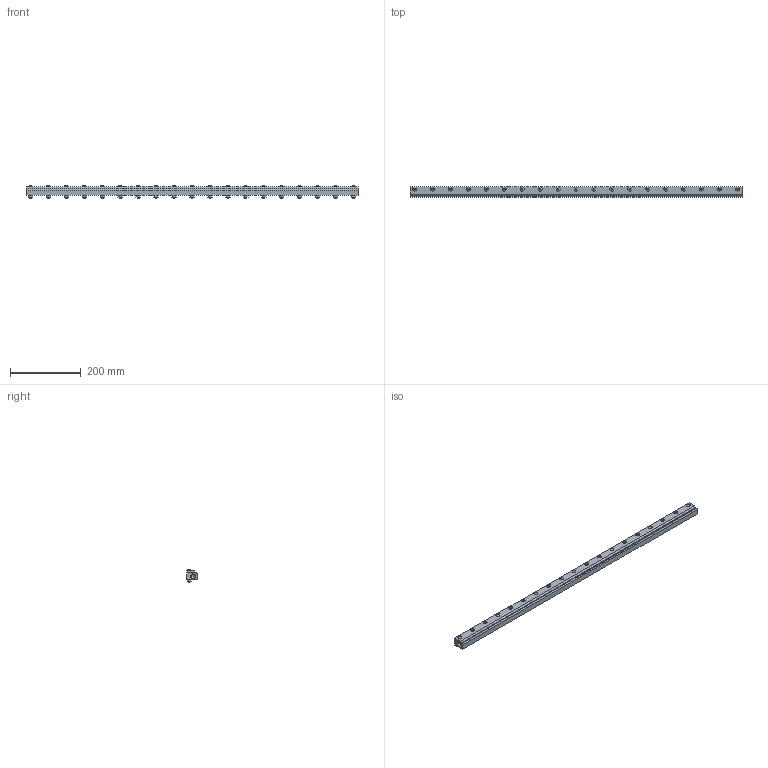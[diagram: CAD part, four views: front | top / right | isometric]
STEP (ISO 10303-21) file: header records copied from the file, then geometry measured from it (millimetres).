
FILE_DESCRIPTION((''),'2;1');
FILE_NAME('2036SS.stp','2010-04-29T11:27:04',('michael witt'),(''),'Autodesk Inventor 2010','Autodesk Inventor 2010','');
FILE_SCHEMA(('AUTOMOTIVE_DESIGN { 1 0 10303 214 1 1 1 1 }'));
Length unit declared in the file: inch
Products named in the file (41): Assembly22; Part696; Part698; Part700; Part702; Part704; Part706; Part708; Part710; Part712; Part714; Part716; Part718; Part720; Part722; Part724; Part726; Part728; Part730; Part732; Part734; Part736; Part738; Part740; Part742; Part744; Part746; Part748; Part750; Part752; Part754; Part756; Part758; Part760; Part762; Part764; Part766; Part768; Part770; Part772 ...
Assembly tree (40 placements, depth 2):
  Assembly22
    Part696
    Part698
    Part700
    Part702
    Part704
    Part706
    Part708
    Part710
    Part712
    Part714
    Part716
    Part718
    Part720
    Part722
    Part724
    Part726
    Part728
    Part730
    Part732
    Part734
    Part736
    Part738
    Part740
    Part742
    Part744
    Part746
    Part748
    Part750
    Part752
    Part754
    Part756
    Part758
    Part760
    Part762
    Part764
    Part766
    Part768
    Part770
    Part772
    Part774
Bounding box: 939.8 x 30.48 x 35.1 mm (x, y, z)
Volume: 657793.4 mm3; surface area: 181862.9 mm2
Topology: 40 solids, 40 shells, 497 faces, 1130 edges, 753 vertices
Faces by surface type: plane 356, cylinder 97, bspline 23, cone 21
Full cylindrical faces by diameter (mm): 6.35 x76, 11.1 x19, 11.113 x1
Entity records: 15141 total; most frequent: CARTESIAN_POINT 3130, DIRECTION 2298, ORIENTED_EDGE 1900, EDGE_CURVE 950, AXIS2_PLACEMENT_3D 793, EDGE_LOOP 790, VERTEX_POINT 712, VECTOR 712
